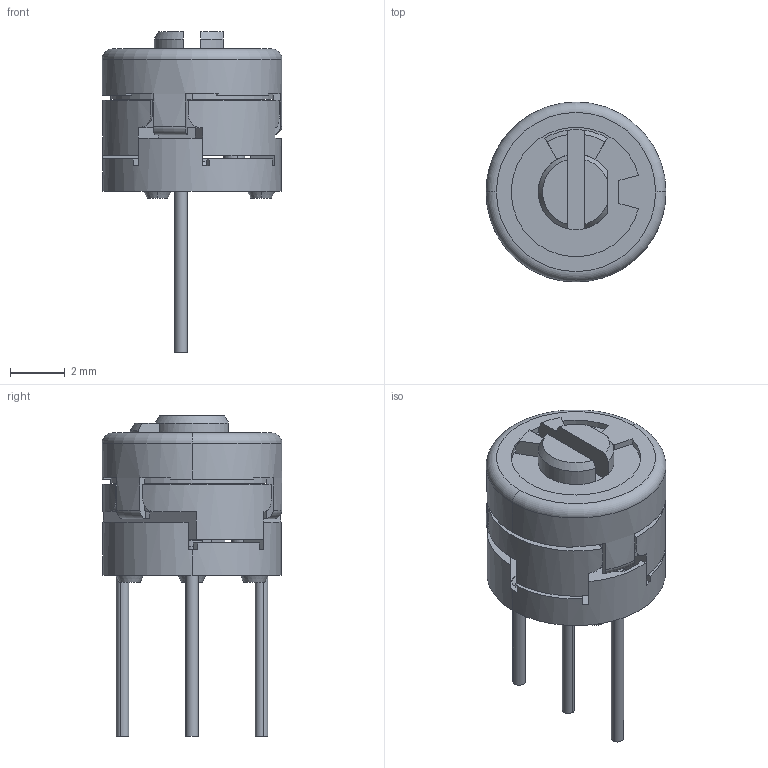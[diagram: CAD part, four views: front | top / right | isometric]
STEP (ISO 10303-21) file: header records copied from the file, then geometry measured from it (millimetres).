
FILE_DESCRIPTION((''),'2;1');
FILE_NAME('33012-09301','2012-11-02T',('stevec'),('Bourns, Inc.'),'PRO/ENGINEER BY PARAMETRIC TECHNOLOGY CORPORATION, 2012230','PRO/ENGINEER BY PARAMETRIC TECHNOLOGY CORPORATION, 2012230','');
FILE_SCHEMA(('CONFIG_CONTROL_DESIGN'));
Length unit declared in the file: inch
Products named in the file (1): 33012-09301
Bounding box: 6.6 x 6.6 x 11.77 mm (x, y, z)
Volume: 153.6 mm3; surface area: 514.4 mm2
Topology: 2 solids, 4 shells, 355 faces, 939 edges, 599 vertices
Faces by surface type: plane 189, cylinder 110, cone 28, torus 20, bspline 8
Entity records: 11524 total; most frequent: CARTESIAN_POINT 2526, DIRECTION 1896, ORIENTED_EDGE 1878, EDGE_CURVE 939, AXIS2_PLACEMENT_3D 681, VERTEX_POINT 599, VECTOR 534, LINE 534
